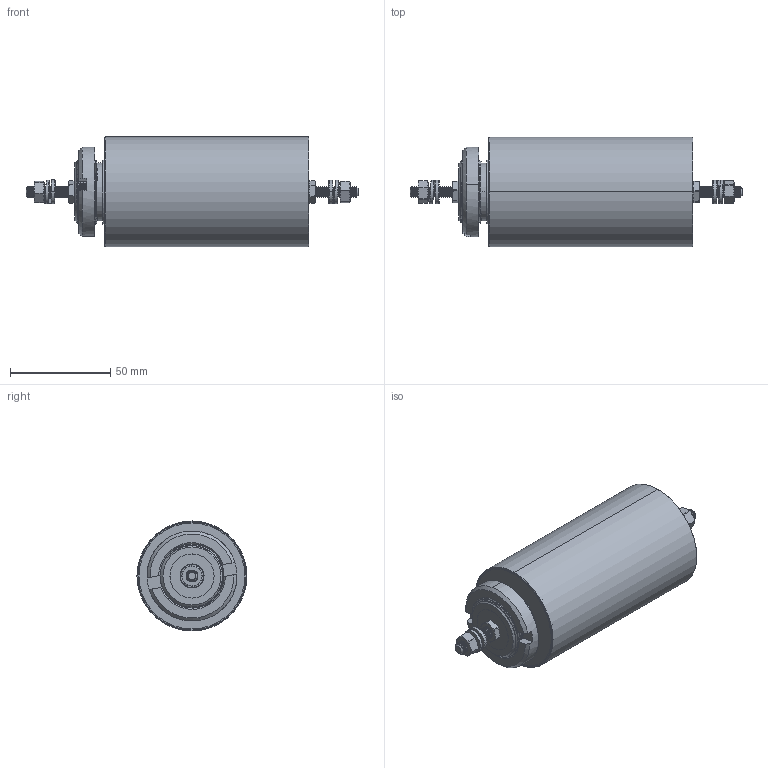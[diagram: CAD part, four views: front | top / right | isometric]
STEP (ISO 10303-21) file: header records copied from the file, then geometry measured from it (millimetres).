
FILE_DESCRIPTION (( 'STEP AP214' ), '1' );
FILE_NAME ('FLLDU040A026I0.STEP', '2021-02-17T12:17:19', ( '' ), ( '' ), 'SwSTEP 2.0', 'SolidWorks 2021', '' );
FILE_SCHEMA (( 'AUTOMOTIVE_DESIGN' ));
Length unit declared in the file: millimetre
Products named in the file (10): DIC0009; LOCK WASHER M6_91169A180; GEH0061; FLLDU040A026I0; HEX NUT M6x1_90592A016; HEX NUT M6x1 THIN_90695A038; WASHER M6 Ø12_93475A250; GEH0062; DIC0013; GEH0591
Assembly tree (13 placements, depth 2):
  FLLDU040A026I0
    GEH0062
    GEH0061
    DIC0013
    DIC0009
    GEH0591
    WASHER M6 Ø12_93475A250  x2
    LOCK WASHER M6_91169A180  x2
    HEX NUT M6x1_90592A016  x2
    HEX NUT M6x1 THIN_90695A038  x2
Bounding box: 166 x 55 x 55 mm (x, y, z)
Volume: 47731.6 mm3; surface area: 58330 mm2
Topology: 14 solids, 14 shells, 466 faces, 1203 edges, 766 vertices
Faces by surface type: cylinder 226, cone 102, plane 63, bspline 51, torus 24
Entity records: 28233 total; most frequent: CARTESIAN_POINT 20581, ORIENTED_EDGE 1820, DIRECTION 1199, EDGE_CURVE 910, VERTEX_POINT 585, AXIS2_PLACEMENT_3D 475, EDGE_LOOP 363, ADVANCED_FACE 346
